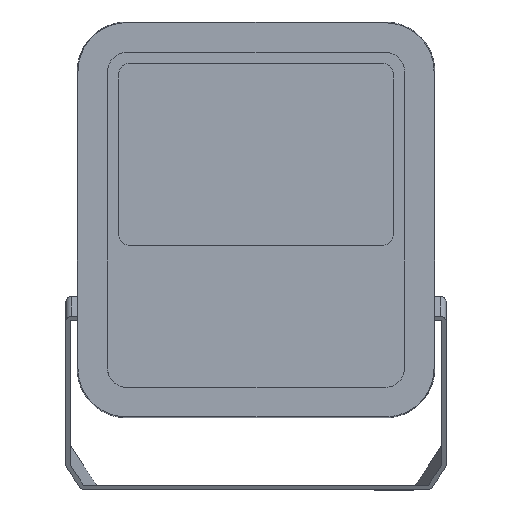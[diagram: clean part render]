
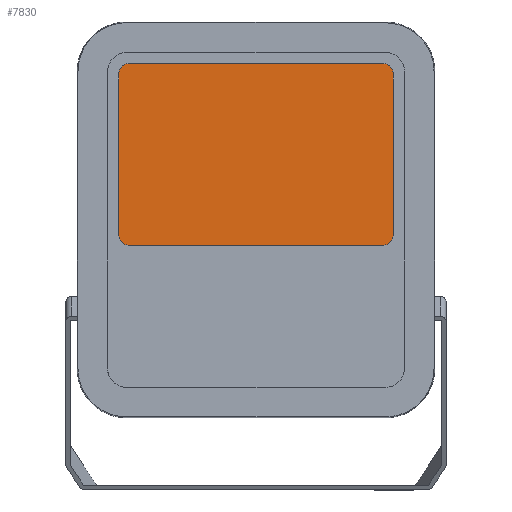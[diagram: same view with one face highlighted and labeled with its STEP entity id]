
A CAD part, top view. The second image highlights one B-rep face of the part: STEP entity #7830.
In plain terms, the highlighted face is planar.
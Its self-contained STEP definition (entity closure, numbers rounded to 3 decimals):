
#260 = EDGE_CURVE ( 'NONE', #14626, #3128, #3832, .T. ) ;
#297 = DIRECTION ( 'NONE',  ( 0., 1., 0. ) ) ;
#1082 = CARTESIAN_POINT ( 'NONE',  ( 84., 108.747, 166.698 ) ) ;
#1296 = LINE ( 'NONE', #5186, #12094 ) ;
#2075 = CIRCLE ( 'NONE', #27625, 6. ) ;
#2401 = VERTEX_POINT ( 'NONE', #19225 ) ;
#2727 = VERTEX_POINT ( 'NONE', #28978 ) ;
#3107 = EDGE_CURVE ( 'NONE', #2401, #33092, #13148, .T. ) ;
#3128 = VERTEX_POINT ( 'NONE', #9504 ) ;
#3832 = CIRCLE ( 'NONE', #29354, 6. ) ;
#4666 = AXIS2_PLACEMENT_3D ( 'NONE', #8147, #22263, #28915 ) ;
#4923 = EDGE_LOOP ( 'NONE', ( #7391, #10760, #14840, #33670, #38651, #32072, #24310, #15240 ) ) ;
#5061 = CARTESIAN_POINT ( 'NONE',  ( -84., 108.747, 166.698 ) ) ;
#5186 = CARTESIAN_POINT ( 'NONE',  ( 84., 108.747, 279.698 ) ) ;
#7338 = EDGE_CURVE ( 'NONE', #3128, #2727, #30721, .T. ) ;
#7391 = ORIENTED_EDGE ( 'NONE', *, *, #260, .T. ) ;
#7830 = ADVANCED_FACE ( 'NONE', ( #21617 ), #32531, .T. ) ;
#8147 = CARTESIAN_POINT ( 'NONE',  ( 84., 108.747, 273.698 ) ) ;
#8183 = DIRECTION ( 'NONE',  ( -1., 0., 0. ) ) ;
#8730 = DIRECTION ( 'NONE',  ( 0., 1., 0. ) ) ;
#9504 = CARTESIAN_POINT ( 'NONE',  ( -90., 108.747, 166.698 ) ) ;
#9634 = AXIS2_PLACEMENT_3D ( 'NONE', #38424, #297, #14259 ) ;
#10760 = ORIENTED_EDGE ( 'NONE', *, *, #7338, .T. ) ;
#11622 = DIRECTION ( 'NONE',  ( -1., 0., 0. ) ) ;
#12094 = VECTOR ( 'NONE', #22997, 1000. ) ;
#13148 = LINE ( 'NONE', #14206, #41595 ) ;
#14206 = CARTESIAN_POINT ( 'NONE',  ( 90., 108.747, 273.698 ) ) ;
#14259 = DIRECTION ( 'NONE',  ( -1., 0., 0. ) ) ;
#14626 = VERTEX_POINT ( 'NONE', #14805 ) ;
#14805 = CARTESIAN_POINT ( 'NONE',  ( -84., 108.747, 160.698 ) ) ;
#14840 = ORIENTED_EDGE ( 'NONE', *, *, #37501, .T. ) ;
#15207 = EDGE_CURVE ( 'NONE', #31531, #14626, #32260, .T. ) ;
#15240 = ORIENTED_EDGE ( 'NONE', *, *, #15207, .T. ) ;
#17481 = EDGE_CURVE ( 'NONE', #21250, #18558, #1296, .T. ) ;
#17796 = VECTOR ( 'NONE', #21764, 1000. ) ;
#18324 = CARTESIAN_POINT ( 'NONE',  ( 84., 108.747, 160.698 ) ) ;
#18558 = VERTEX_POINT ( 'NONE', #19442 ) ;
#19225 = CARTESIAN_POINT ( 'NONE',  ( 90., 108.747, 273.698 ) ) ;
#19442 = CARTESIAN_POINT ( 'NONE',  ( 84., 108.747, 279.698 ) ) ;
#21250 = VERTEX_POINT ( 'NONE', #38115 ) ;
#21617 = FACE_OUTER_BOUND ( 'NONE', #4923, .T. ) ;
#21764 = DIRECTION ( 'NONE',  ( -1., 0., 0. ) ) ;
#22263 = DIRECTION ( 'NONE',  ( 0., 1., 0. ) ) ;
#22997 = DIRECTION ( 'NONE',  ( 1., 0., 0. ) ) ;
#23183 = DIRECTION ( 'NONE',  ( 0., 0., -1. ) ) ;
#24310 = ORIENTED_EDGE ( 'NONE', *, *, #28358, .T. ) ;
#25840 = EDGE_CURVE ( 'NONE', #18558, #2401, #40184, .T. ) ;
#26537 = DIRECTION ( 'NONE',  ( -1., 0., 0. ) ) ;
#27625 = AXIS2_PLACEMENT_3D ( 'NONE', #39178, #39408, #8183 ) ;
#28358 = EDGE_CURVE ( 'NONE', #33092, #31531, #38838, .T. ) ;
#28915 = DIRECTION ( 'NONE',  ( -1., 0., 0. ) ) ;
#28933 = CARTESIAN_POINT ( 'NONE',  ( 90., 108.747, 166.698 ) ) ;
#28978 = CARTESIAN_POINT ( 'NONE',  ( -90., 108.747, 273.698 ) ) ;
#29354 = AXIS2_PLACEMENT_3D ( 'NONE', #5061, #8730, #26537 ) ;
#30721 = LINE ( 'NONE', #41176, #37411 ) ;
#31531 = VERTEX_POINT ( 'NONE', #18324 ) ;
#31564 = AXIS2_PLACEMENT_3D ( 'NONE', #1082, #33253, #11622 ) ;
#32072 = ORIENTED_EDGE ( 'NONE', *, *, #3107, .T. ) ;
#32260 = LINE ( 'NONE', #38861, #17796 ) ;
#32531 = PLANE ( 'NONE',  #4666 ) ;
#33092 = VERTEX_POINT ( 'NONE', #28933 ) ;
#33253 = DIRECTION ( 'NONE',  ( 0., 1., 0. ) ) ;
#33670 = ORIENTED_EDGE ( 'NONE', *, *, #17481, .T. ) ;
#37411 = VECTOR ( 'NONE', #44629, 1000. ) ;
#37501 = EDGE_CURVE ( 'NONE', #2727, #21250, #2075, .T. ) ;
#38115 = CARTESIAN_POINT ( 'NONE',  ( -84., 108.747, 279.698 ) ) ;
#38424 = CARTESIAN_POINT ( 'NONE',  ( 84., 108.747, 273.698 ) ) ;
#38651 = ORIENTED_EDGE ( 'NONE', *, *, #25840, .T. ) ;
#38838 = CIRCLE ( 'NONE', #31564, 6. ) ;
#38861 = CARTESIAN_POINT ( 'NONE',  ( 84., 108.747, 160.698 ) ) ;
#39178 = CARTESIAN_POINT ( 'NONE',  ( -84., 108.747, 273.698 ) ) ;
#39408 = DIRECTION ( 'NONE',  ( 0., 1., 0. ) ) ;
#40184 = CIRCLE ( 'NONE', #9634, 6. ) ;
#41176 = CARTESIAN_POINT ( 'NONE',  ( -90., 108.747, 273.698 ) ) ;
#41595 = VECTOR ( 'NONE', #23183, 1000. ) ;
#44629 = DIRECTION ( 'NONE',  ( 0., 0., 1. ) ) ;
